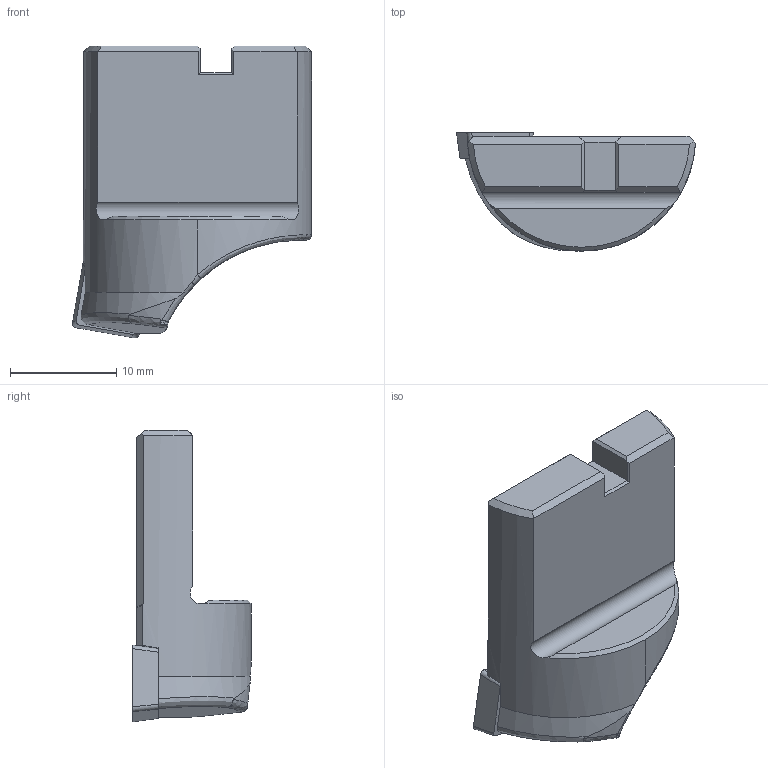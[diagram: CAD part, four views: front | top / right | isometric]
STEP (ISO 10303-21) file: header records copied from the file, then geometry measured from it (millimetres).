
FILE_DESCRIPTION(/* description */ (''),/* implementation_level */ '2;1');
FILE_NAME(/* name */ 'A75010SC0680.stp',/* time_stamp */ '2017-10-23T09:38:35+05:00',/* author */ (''),/* organization */ (''),/* preprocessor_version */ 'ST-DEVELOPER v16',/* originating_system */ 'SIEMENS PLM Software NX 11.0',/* authorisation */ '');
FILE_SCHEMA (('AUTOMOTIVE_DESIGN { 1 0 10303 214 3 1 1 1 }'));
Length unit declared in the file: millimetre
Products named in the file (1): A75010SC0680
Bounding box: 22.48 x 11.13 x 27.46 mm (x, y, z)
Volume: 2892.3 mm3; surface area: 1673.6 mm2
Topology: 2 solids, 2 shells, 65 faces, 177 edges, 116 vertices
Faces by surface type: plane 39, cylinder 13, bspline 6, cone 5, torus 2
Entity records: 2953 total; most frequent: CARTESIAN_POINT 1331, ORIENTED_EDGE 354, DIRECTION 286, EDGE_CURVE 177, VERTEX_POINT 116, LINE 102, VECTOR 102, AXIS2_PLACEMENT_3D 92
